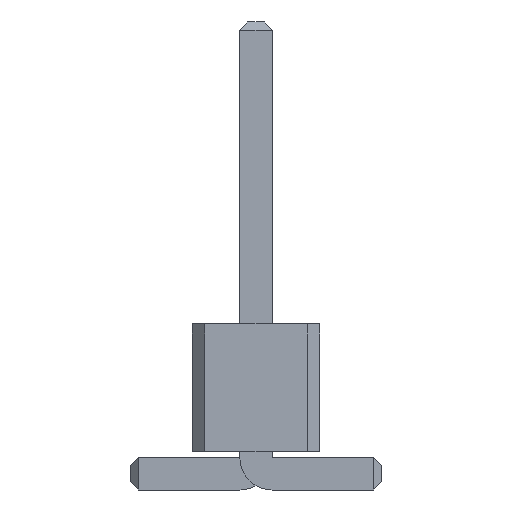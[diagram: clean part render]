
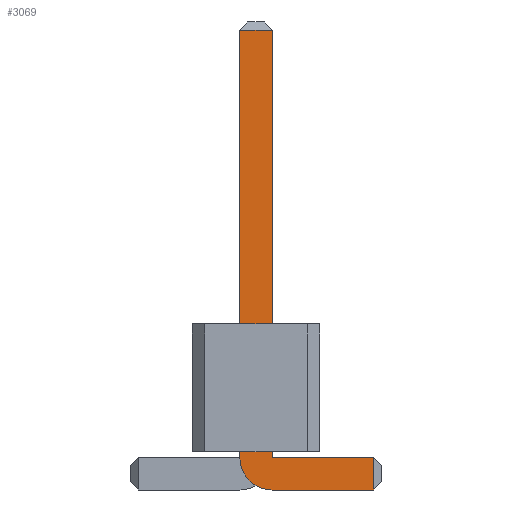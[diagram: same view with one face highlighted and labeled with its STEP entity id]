
A CAD part, front view. The second image highlights one B-rep face of the part: STEP entity #3069.
In plain terms, the highlighted planar face has unit normal (0, -1, 0).
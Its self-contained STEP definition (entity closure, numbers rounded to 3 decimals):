
#13=DIRECTION('',(0.,0.,1.));
#67=DIRECTION('',(1.,0.,0.));
#1352=VECTOR('',#67,1.);
#1363=DIRECTION('',(0.,1.,0.));
#1405=DIRECTION('',(-1.,0.,0.));
#2687=VECTOR('',#1405,1.);
#2880=DIRECTION('',(-0.,1.,0.));
#2881=DIRECTION('',(0.,0.,-1.));
#2888=VECTOR('',#2889,1.);
#2889=DIRECTION('',(0.,0.,1.));
#2900=VECTOR('',#2881,1.);
#2918=VERTEX_POINT('',#2919);
#2919=CARTESIAN_POINT('',(2.34,-28.26,0.));
#2922=ORIENTED_EDGE('',*,*,#2923,.T.);
#2923=EDGE_CURVE('',#2918,#2924,#2926,.T.);
#2924=VERTEX_POINT('',#2925);
#2925=CARTESIAN_POINT('',(0.32,-28.26,0.));
#2926=LINE('',#2927,#2687);
#2927=CARTESIAN_POINT('',(2.5,-28.26,0.));
#2964=VERTEX_POINT('',#2965);
#2965=CARTESIAN_POINT('',(-0.32,-28.26,0.64));
#2968=EDGE_CURVE('',#2924,#2964,#2969,.T.);
#2969=CIRCLE('',#2970,0.64);
#2970=AXIS2_PLACEMENT_3D('',#2971,#2880,#2881);
#2971=CARTESIAN_POINT('',(0.32,-28.26,0.64));
#2980=VERTEX_POINT('',#2971);
#2982=ORIENTED_EDGE('',*,*,#2983,.T.);
#2983=EDGE_CURVE('',#2980,#2984,#2986,.T.);
#2984=VERTEX_POINT('',#2985);
#2985=CARTESIAN_POINT('',(2.34,-28.26,0.64));
#2986=LINE('',#2971,#1352);
#2996=ORIENTED_EDGE('',*,*,#2997,.T.);
#2997=EDGE_CURVE('',#2964,#2998,#3000,.T.);
#2998=VERTEX_POINT('',#2999);
#2999=CARTESIAN_POINT('',(-0.32,-28.26,9.14));
#3000=LINE('',#3001,#2888);
#3001=CARTESIAN_POINT('',(-0.32,-28.26,0.));
#3014=VERTEX_POINT('',#3015);
#3015=CARTESIAN_POINT('',(0.32,-28.26,9.14));
#3017=ORIENTED_EDGE('',*,*,#3018,.T.);
#3018=EDGE_CURVE('',#3014,#2980,#3019,.T.);
#3019=LINE('',#3020,#2900);
#3020=CARTESIAN_POINT('',(0.32,-28.26,9.3));
#3069=ADVANCED_FACE('',(#3070),#3079,.F.);
#3070=FACE_BOUND('',#3071,.F.);
#3071=EDGE_LOOP('',(#2922,#3072,#2996,#3073,#3017,#2982,#3076));
#3072=ORIENTED_EDGE('',*,*,#2968,.T.);
#3073=ORIENTED_EDGE('',*,*,#3074,.T.);
#3074=EDGE_CURVE('',#2998,#3014,#3075,.T.);
#3075=LINE('',#2999,#1352);
#3076=ORIENTED_EDGE('',*,*,#3077,.T.);
#3077=EDGE_CURVE('',#2984,#2918,#3078,.T.);
#3078=LINE('',#2985,#2900);
#3079=PLANE('',#3080);
#3080=AXIS2_PLACEMENT_3D('',#3081,#1363,#13);
#3081=CARTESIAN_POINT('',(0.311,-28.26,3.871));
